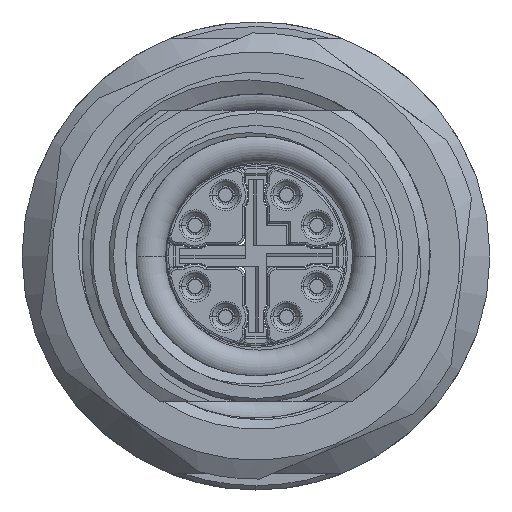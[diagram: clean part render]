
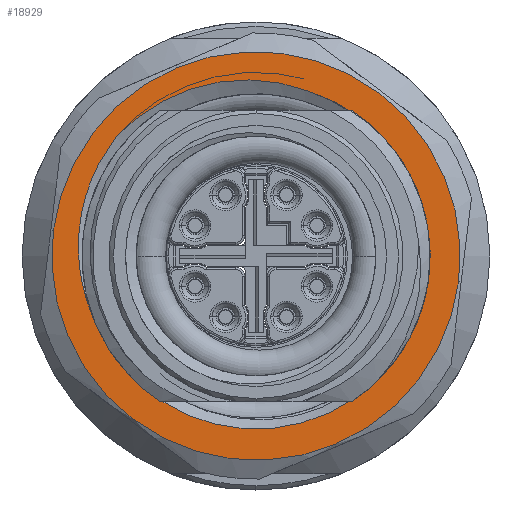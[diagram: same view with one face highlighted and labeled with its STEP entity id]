
A CAD part, left-side view. The second image highlights one B-rep face of the part: STEP entity #18929.
In plain terms, the highlighted planar face has unit normal (-1, 0, 0).
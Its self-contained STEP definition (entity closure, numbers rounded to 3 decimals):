
#1296 = DIRECTION ( 'NONE',  ( 0., 0.993, 0.122 ) ) ;
#2774 = CARTESIAN_POINT ( 'NONE',  ( -29.402, 8.441, 32.548 ) ) ;
#2811 = CARTESIAN_POINT ( 'NONE',  ( -29.402, -0.322, 37.997 ) ) ;
#3051 = CARTESIAN_POINT ( 'NONE',  ( -29.402, 6.714, 35.75 ) ) ;
#3643 = DIRECTION ( 'NONE',  ( -1., 0., 0. ) ) ;
#4144 = EDGE_CURVE ( 'NONE', #7898, #51811, #53382, .T. ) ;
#5192 = VERTEX_POINT ( 'NONE', #59006 ) ;
#6480 = FACE_OUTER_BOUND ( 'NONE', #66508, .T. ) ;
#7898 = VERTEX_POINT ( 'NONE', #38111 ) ;
#8117 = CARTESIAN_POINT ( 'NONE',  ( -29.402, 8.669, 31.351 ) ) ;
#8162 = CARTESIAN_POINT ( 'NONE',  ( -29.402, 0.88, 38.101 ) ) ;
#10219 = AXIS2_PLACEMENT_3D ( 'NONE', #13690, #50638, #18958 ) ;
#10250 = CARTESIAN_POINT ( 'NONE',  ( -29.402, -8.764, 28.856 ) ) ;
#11736 = CIRCLE ( 'NONE', #24957, 7.95 ) ;
#13159 = CARTESIAN_POINT ( 'NONE',  ( -29.402, 9.864, 31.144 ) ) ;
#13408 = CARTESIAN_POINT ( 'NONE',  ( -29.402, 8.716, 30.126 ) ) ;
#13444 = CARTESIAN_POINT ( 'NONE',  ( -29.402, 2.087, 38.024 ) ) ;
#13690 = CARTESIAN_POINT ( 'NONE',  ( -29.402, 0.55, 30. ) ) ;
#13912 = CIRCLE ( 'NONE', #10219, 7.95 ) ;
#15788 = EDGE_LOOP ( 'NONE', ( #67227, #42556, #28600, #33241 ) ) ;
#18678 = CARTESIAN_POINT ( 'NONE',  ( -29.402, 8.58, 28.91 ) ) ;
#18699 = DIRECTION ( 'NONE',  ( 1., 0., 0. ) ) ;
#18720 = VERTEX_POINT ( 'NONE', #28142 ) ;
#18724 = CARTESIAN_POINT ( 'NONE',  ( -29.402, 3.263, 37.768 ) ) ;
#18929 = ADVANCED_FACE ( 'NONE', ( #50270, #6480 ), #45669, .T. ) ;
#18958 = DIRECTION ( 'NONE',  ( 0., 0.993, 0.122 ) ) ;
#20223 = CARTESIAN_POINT ( 'NONE',  ( -29.402, 7.564, 26.257 ) ) ;
#20411 = VERTEX_POINT ( 'NONE', #10250 ) ;
#21779 = ORIENTED_EDGE ( 'NONE', *, *, #58312, .T. ) ;
#23286 = CIRCLE ( 'NONE', #60356, 9.384 ) ;
#23776 = CARTESIAN_POINT ( 'NONE',  ( -29.402, 6.992, 35.454 ) ) ;
#23823 = CARTESIAN_POINT ( 'NONE',  ( -29.402, -1.873, 37.572 ) ) ;
#24012 = CARTESIAN_POINT ( 'NONE',  ( -29.402, 8.266, 27.73 ) ) ;
#24054 = CARTESIAN_POINT ( 'NONE',  ( -29.402, 4.397, 37.34 ) ) ;
#24658 = CARTESIAN_POINT ( 'NONE',  ( -29.402, 0.55, 30. ) ) ;
#24957 = AXIS2_PLACEMENT_3D ( 'NONE', #50369, #18699, #55696 ) ;
#26836 = CARTESIAN_POINT ( 'NONE',  ( -29.402, 0.55, 30. ) ) ;
#27950 = EDGE_CURVE ( 'NONE', #18720, #5192, #13912, .T. ) ;
#28142 = CARTESIAN_POINT ( 'NONE',  ( -29.402, -1.873, 37.572 ) ) ;
#28600 = ORIENTED_EDGE ( 'NONE', *, *, #54113, .T. ) ;
#29096 = CARTESIAN_POINT ( 'NONE',  ( -29.402, 7.888, 34.091 ) ) ;
#29327 = CARTESIAN_POINT ( 'NONE',  ( -29.402, 7.773, 26.604 ) ) ;
#29371 = CARTESIAN_POINT ( 'NONE',  ( -29.402, 5.449, 36.759 ) ) ;
#31138 = B_SPLINE_CURVE_WITH_KNOTS ( 'NONE', 3,
 ( #23823, #55497, #34458, #2811, #39816, #8162, #45079, #13444, #50385, #18724, #55713, #24054, #61050, #29371, #66326, #34690, #3051, #40046 ),
 .UNSPECIFIED., .F., .F.,
 ( 4, 2, 2, 2, 2, 2, 2, 2, 4 ),
 ( 0.015, 0.016, 0.017, 0.018, 0.02, 0.021, 0.022, 0.023, 0.024 ),
 .UNSPECIFIED. ) ;
#32142 = DIRECTION ( 'NONE',  ( 0., 0.993, 0.122 ) ) ;
#32368 = AXIS2_PLACEMENT_3D ( 'NONE', #24658, #3643, #40643 ) ;
#32944 = DIRECTION ( 'NONE',  ( -1., 0., 0. ) ) ;
#33193 = EDGE_CURVE ( 'NONE', #66407, #20411, #23286, .T. ) ;
#33241 = ORIENTED_EDGE ( 'NONE', *, *, #4144, .F. ) ;
#34408 = CARTESIAN_POINT ( 'NONE',  ( -29.402, 8.324, 32.945 ) ) ;
#34458 = CARTESIAN_POINT ( 'NONE',  ( -29.402, -1.106, 37.829 ) ) ;
#34690 = CARTESIAN_POINT ( 'NONE',  ( -29.402, 6.417, 36.025 ) ) ;
#35098 = ORIENTED_EDGE ( 'NONE', *, *, #33193, .T. ) ;
#38111 = CARTESIAN_POINT ( 'NONE',  ( -29.402, 6.992, 35.454 ) ) ;
#39544 = CARTESIAN_POINT ( 'NONE',  ( -29.402, 7.492, 34.8 ) ) ;
#39772 = CARTESIAN_POINT ( 'NONE',  ( -29.402, 8.613, 31.753 ) ) ;
#39816 = CARTESIAN_POINT ( 'NONE',  ( -29.402, 0.075, 38.052 ) ) ;
#40046 = CARTESIAN_POINT ( 'NONE',  ( -29.402, 6.992, 35.454 ) ) ;
#40643 = DIRECTION ( 'NONE',  ( 0., 0.993, 0.122 ) ) ;
#42556 = ORIENTED_EDGE ( 'NONE', *, *, #27950, .T. ) ;
#45033 = CARTESIAN_POINT ( 'NONE',  ( -29.402, 8.721, 30.539 ) ) ;
#45079 = CARTESIAN_POINT ( 'NONE',  ( -29.402, 1.288, 38.095 ) ) ;
#45669 = PLANE ( 'NONE',  #32368 ) ;
#48983 = CIRCLE ( 'NONE', #68591, 9.384 ) ;
#50270 = FACE_BOUND ( 'NONE', #15788, .T. ) ;
#50349 = CARTESIAN_POINT ( 'NONE',  ( -29.402, 8.646, 29.311 ) ) ;
#50369 = CARTESIAN_POINT ( 'NONE',  ( -29.402, 0.55, 30. ) ) ;
#50385 = CARTESIAN_POINT ( 'NONE',  ( -29.402, 2.482, 37.958 ) ) ;
#50638 = DIRECTION ( 'NONE',  ( 1., 0., 0. ) ) ;
#51811 = VERTEX_POINT ( 'NONE', #20223 ) ;
#53382 = B_SPLINE_CURVE_WITH_KNOTS ( 'NONE', 3,
 ( #23776, #39544, #29096, #34408, #2774, #39772, #8117, #45033, #13408, #50349, #18678, #55677, #24012, #61006, #29327, #66290 ),
 .UNSPECIFIED., .F., .F.,
 ( 4, 2, 2, 2, 2, 2, 2, 4 ),
 ( 0., 0.002, 0.004, 0.005, 0.006, 0.007, 0.009, 0.01 ),
 .UNSPECIFIED. ) ;
#54113 = EDGE_CURVE ( 'NONE', #5192, #51811, #11736, .T. ) ;
#55497 = CARTESIAN_POINT ( 'NONE',  ( -29.402, -1.494, 37.715 ) ) ;
#55677 = CARTESIAN_POINT ( 'NONE',  ( -29.402, 8.39, 28.12 ) ) ;
#55696 = DIRECTION ( 'NONE',  ( 0., 0.993, 0.122 ) ) ;
#55713 = CARTESIAN_POINT ( 'NONE',  ( -29.402, 3.651, 37.642 ) ) ;
#58312 = EDGE_CURVE ( 'NONE', #20411, #66407, #48983, .T. ) ;
#59006 = CARTESIAN_POINT ( 'NONE',  ( -29.402, -7.341, 29.031 ) ) ;
#60356 = AXIS2_PLACEMENT_3D ( 'NONE', #64606, #32944, #1296 ) ;
#61006 = CARTESIAN_POINT ( 'NONE',  ( -29.402, 7.956, 26.968 ) ) ;
#61050 = CARTESIAN_POINT ( 'NONE',  ( -29.402, 4.757, 37.163 ) ) ;
#63787 = DIRECTION ( 'NONE',  ( -1., 0., 0. ) ) ;
#64606 = CARTESIAN_POINT ( 'NONE',  ( -29.402, 0.55, 30. ) ) ;
#66290 = CARTESIAN_POINT ( 'NONE',  ( -29.402, 7.564, 26.257 ) ) ;
#66326 = CARTESIAN_POINT ( 'NONE',  ( -29.402, 5.784, 36.53 ) ) ;
#66407 = VERTEX_POINT ( 'NONE', #13159 ) ;
#66508 = EDGE_LOOP ( 'NONE', ( #21779, #35098 ) ) ;
#67227 = ORIENTED_EDGE ( 'NONE', *, *, #67495, .F. ) ;
#67495 = EDGE_CURVE ( 'NONE', #18720, #7898, #31138, .T. ) ;
#68591 = AXIS2_PLACEMENT_3D ( 'NONE', #26836, #63787, #32142 ) ;
